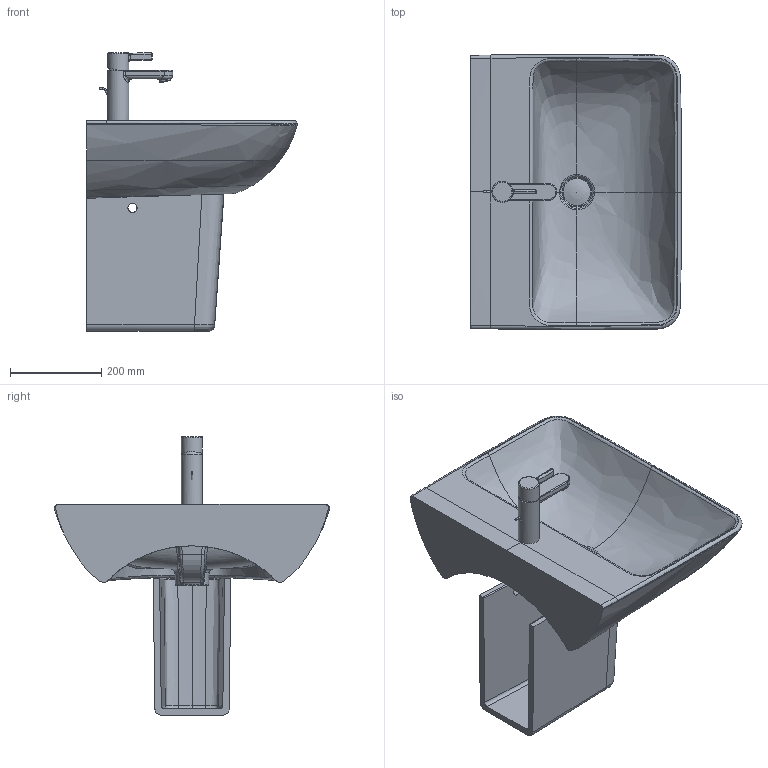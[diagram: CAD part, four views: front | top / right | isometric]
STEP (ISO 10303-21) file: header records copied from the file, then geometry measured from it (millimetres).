
FILE_DESCRIPTION((''),'2;1');
FILE_NAME('233560_1.stp','2015-06-09T12:59:02',('Administrator'),(''),'Autodesk Inventor 2011','Autodesk Inventor 2011','');
FILE_SCHEMA(('CONFIG_CONTROL_DESIGN'));
Length unit declared in the file: millimetre
Products named in the file (11): 233560_1; 233560; 085840; Armatur Durastyle Waschtisch; Fassung Sieb; Griff; Gehäuse; Hebel_Ventil; Gleitring; Kelch; Stopfen
Assembly tree (10 placements, depth 3):
  233560_1
    233560
    085840
    Armatur Durastyle Waschtisch
      Fassung Sieb
      Griff
      Gehäuse
      Hebel_Ventil
      Gleitring
    Kelch
    Stopfen
Bounding box: 460.49 x 602.3 x 609.54 mm (x, y, z)
Volume: 16586041.8 mm3; surface area: 1501784.5 mm2
Topology: 8 solids, 10 shells, 314 faces, 768 edges, 464 vertices
Faces by surface type: bspline 132, cylinder 78, plane 75, torus 16, sphere 9, cone 4
Full cylindrical faces by diameter (mm): 4 x2, 20 x2, 20.15 x1, 21.15 x1, 23.15 x1, 35 x1, 42 x1, 44 x1, 46 x2, 46.21 x1, 60 x1
Entity records: 96772 total; most frequent: CARTESIAN_POINT 89705, ORIENTED_EDGE 1440, DIRECTION 1133, EDGE_CURVE 722, AXIS2_PLACEMENT_3D 460, VERTEX_POINT 451, EDGE_LOOP 371, FACE_OUTER_BOUND 313
